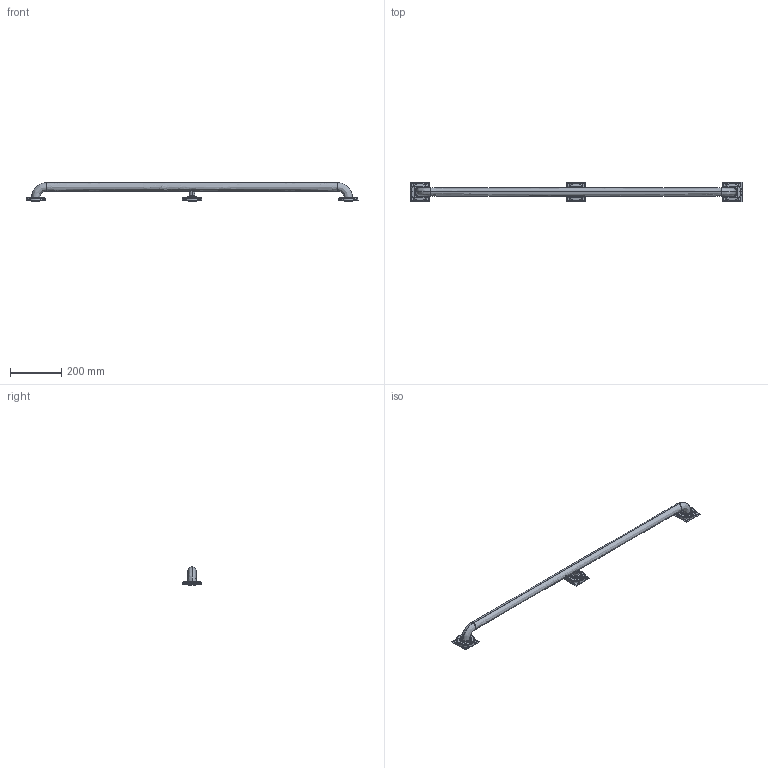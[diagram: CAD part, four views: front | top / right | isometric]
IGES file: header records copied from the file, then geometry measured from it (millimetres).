
Start section:  PTC IGES file: 0367.igs
Global section: file name: 0367.igs; native system: Pro/ENGINEER by Parametric Technology Corporation; preprocessor: 2009300; author: project; organization: Unknown; date: 20100917.124633; units: inch
Bounding box: 1295.4 x 76.2 x 71.02 mm (x, y, z)
Surface area: 1372077 mm2 (no closed solid volume)
Topology: 0 solids, 0 shells, 2480 faces, 18116 edges, 18092 vertices
Faces by surface type: bspline 2480
